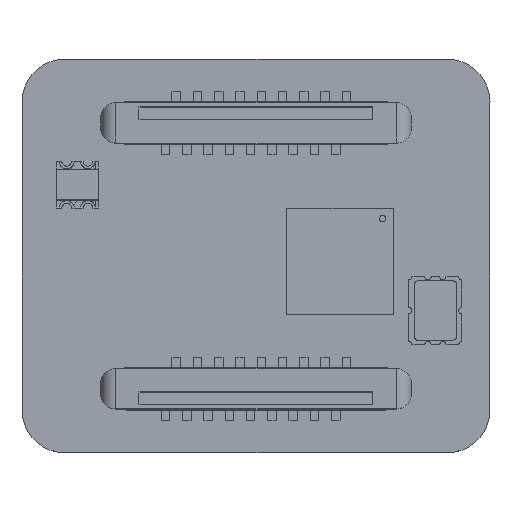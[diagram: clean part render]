
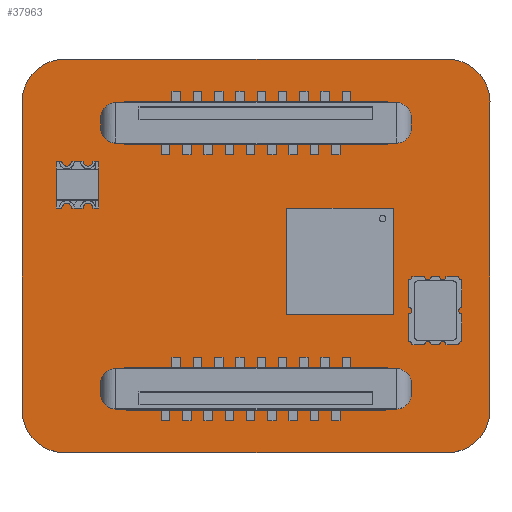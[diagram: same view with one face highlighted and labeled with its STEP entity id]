
A CAD part, top view. The second image highlights one B-rep face of the part: STEP entity #37963.
In plain terms, the highlighted planar face has unit normal (0, 0, 1).
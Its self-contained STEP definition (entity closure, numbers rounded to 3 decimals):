
#37333 = VERTEX_POINT('',#37334);
#37334 = CARTESIAN_POINT('',(22.,16.5,1.6));
#37341 = CYLINDRICAL_SURFACE('',#37342,2.);
#37342 = AXIS2_PLACEMENT_3D('',#37343,#37344,#37345);
#37343 = CARTESIAN_POINT('',(20.,16.5,0.));
#37344 = DIRECTION('',(-0.,-0.,-1.));
#37345 = DIRECTION('',(1.,0.,-0.));
#37353 = PLANE('',#37354);
#37354 = AXIS2_PLACEMENT_3D('',#37355,#37356,#37357);
#37355 = CARTESIAN_POINT('',(22.,16.5,0.));
#37356 = DIRECTION('',(1.,0.,0.));
#37357 = DIRECTION('',(0.,-1.,0.));
#37365 = EDGE_CURVE('',#37333,#37366,#37368,.T.);
#37366 = VERTEX_POINT('',#37367);
#37367 = CARTESIAN_POINT('',(20.,18.5,1.6));
#37368 = SURFACE_CURVE('',#37369,(#37374,#37381),.PCURVE_S1.);
#37369 = CIRCLE('',#37370,2.);
#37370 = AXIS2_PLACEMENT_3D('',#37371,#37372,#37373);
#37371 = CARTESIAN_POINT('',(20.,16.5,1.6));
#37372 = DIRECTION('',(0.,0.,1.));
#37373 = DIRECTION('',(1.,0.,-0.));
#37374 = PCURVE('',#37341,#37375);
#37375 = DEFINITIONAL_REPRESENTATION('',(#37376),#37380);
#37376 = LINE('',#37377,#37378);
#37377 = CARTESIAN_POINT('',(-0.,-1.6));
#37378 = VECTOR('',#37379,1.);
#37379 = DIRECTION('',(-1.,0.));
#37380 = ( GEOMETRIC_REPRESENTATION_CONTEXT(2) 
PARAMETRIC_REPRESENTATION_CONTEXT() REPRESENTATION_CONTEXT('2D SPACE',''
  ) );
#37381 = PCURVE('',#37382,#37387);
#37382 = PLANE('',#37383);
#37383 = AXIS2_PLACEMENT_3D('',#37384,#37385,#37386);
#37384 = CARTESIAN_POINT('',(11.,9.25,1.6));
#37385 = DIRECTION('',(0.,0.,1.));
#37386 = DIRECTION('',(1.,0.,-0.));
#37387 = DEFINITIONAL_REPRESENTATION('',(#37388),#37392);
#37388 = CIRCLE('',#37389,2.);
#37389 = AXIS2_PLACEMENT_2D('',#37390,#37391);
#37390 = CARTESIAN_POINT('',(9.,7.25));
#37391 = DIRECTION('',(1.,0.));
#37392 = ( GEOMETRIC_REPRESENTATION_CONTEXT(2) 
PARAMETRIC_REPRESENTATION_CONTEXT() REPRESENTATION_CONTEXT('2D SPACE',''
  ) );
#37410 = PLANE('',#37411);
#37411 = AXIS2_PLACEMENT_3D('',#37412,#37413,#37414);
#37412 = CARTESIAN_POINT('',(2.,18.5,0.));
#37413 = DIRECTION('',(0.,1.,-0.));
#37414 = DIRECTION('',(1.,0.,0.));
#37453 = EDGE_CURVE('',#37333,#37454,#37456,.T.);
#37454 = VERTEX_POINT('',#37455);
#37455 = CARTESIAN_POINT('',(22.,2.,1.6));
#37456 = SURFACE_CURVE('',#37457,(#37461,#37468),.PCURVE_S1.);
#37457 = LINE('',#37458,#37459);
#37458 = CARTESIAN_POINT('',(22.,16.5,1.6));
#37459 = VECTOR('',#37460,1.);
#37460 = DIRECTION('',(0.,-1.,0.));
#37461 = PCURVE('',#37353,#37462);
#37462 = DEFINITIONAL_REPRESENTATION('',(#37463),#37467);
#37463 = LINE('',#37464,#37465);
#37464 = CARTESIAN_POINT('',(0.,-1.6));
#37465 = VECTOR('',#37466,1.);
#37466 = DIRECTION('',(1.,0.));
#37467 = ( GEOMETRIC_REPRESENTATION_CONTEXT(2) 
PARAMETRIC_REPRESENTATION_CONTEXT() REPRESENTATION_CONTEXT('2D SPACE',''
  ) );
#37468 = PCURVE('',#37382,#37469);
#37469 = DEFINITIONAL_REPRESENTATION('',(#37470),#37474);
#37470 = LINE('',#37471,#37472);
#37471 = CARTESIAN_POINT('',(11.,7.25));
#37472 = VECTOR('',#37473,1.);
#37473 = DIRECTION('',(0.,-1.));
#37474 = ( GEOMETRIC_REPRESENTATION_CONTEXT(2) 
PARAMETRIC_REPRESENTATION_CONTEXT() REPRESENTATION_CONTEXT('2D SPACE',''
  ) );
#37492 = CYLINDRICAL_SURFACE('',#37493,2.);
#37493 = AXIS2_PLACEMENT_3D('',#37494,#37495,#37496);
#37494 = CARTESIAN_POINT('',(20.,2.,0.));
#37495 = DIRECTION('',(-0.,-0.,-1.));
#37496 = DIRECTION('',(1.,0.,-0.));
#37531 = VERTEX_POINT('',#37532);
#37532 = CARTESIAN_POINT('',(20.,0.,1.6));
#37546 = PLANE('',#37547);
#37547 = AXIS2_PLACEMENT_3D('',#37548,#37549,#37550);
#37548 = CARTESIAN_POINT('',(20.,0.,0.));
#37549 = DIRECTION('',(0.,-1.,0.));
#37550 = DIRECTION('',(-1.,0.,0.));
#37558 = EDGE_CURVE('',#37531,#37454,#37559,.T.);
#37559 = SURFACE_CURVE('',#37560,(#37565,#37572),.PCURVE_S1.);
#37560 = CIRCLE('',#37561,2.);
#37561 = AXIS2_PLACEMENT_3D('',#37562,#37563,#37564);
#37562 = CARTESIAN_POINT('',(20.,2.,1.6));
#37563 = DIRECTION('',(0.,0.,1.));
#37564 = DIRECTION('',(1.,0.,-0.));
#37565 = PCURVE('',#37492,#37566);
#37566 = DEFINITIONAL_REPRESENTATION('',(#37567),#37571);
#37567 = LINE('',#37568,#37569);
#37568 = CARTESIAN_POINT('',(-0.,-1.6));
#37569 = VECTOR('',#37570,1.);
#37570 = DIRECTION('',(-1.,0.));
#37571 = ( GEOMETRIC_REPRESENTATION_CONTEXT(2) 
PARAMETRIC_REPRESENTATION_CONTEXT() REPRESENTATION_CONTEXT('2D SPACE',''
  ) );
#37572 = PCURVE('',#37382,#37573);
#37573 = DEFINITIONAL_REPRESENTATION('',(#37574),#37578);
#37574 = CIRCLE('',#37575,2.);
#37575 = AXIS2_PLACEMENT_2D('',#37576,#37577);
#37576 = CARTESIAN_POINT('',(9.,-7.25));
#37577 = DIRECTION('',(1.,0.));
#37578 = ( GEOMETRIC_REPRESENTATION_CONTEXT(2) 
PARAMETRIC_REPRESENTATION_CONTEXT() REPRESENTATION_CONTEXT('2D SPACE',''
  ) );
#37607 = EDGE_CURVE('',#37531,#37608,#37610,.T.);
#37608 = VERTEX_POINT('',#37609);
#37609 = CARTESIAN_POINT('',(2.,0.,1.6));
#37610 = SURFACE_CURVE('',#37611,(#37615,#37622),.PCURVE_S1.);
#37611 = LINE('',#37612,#37613);
#37612 = CARTESIAN_POINT('',(20.,0.,1.6));
#37613 = VECTOR('',#37614,1.);
#37614 = DIRECTION('',(-1.,-0.,0.));
#37615 = PCURVE('',#37546,#37616);
#37616 = DEFINITIONAL_REPRESENTATION('',(#37617),#37621);
#37617 = LINE('',#37618,#37619);
#37618 = CARTESIAN_POINT('',(0.,-1.6));
#37619 = VECTOR('',#37620,1.);
#37620 = DIRECTION('',(1.,0.));
#37621 = ( GEOMETRIC_REPRESENTATION_CONTEXT(2) 
PARAMETRIC_REPRESENTATION_CONTEXT() REPRESENTATION_CONTEXT('2D SPACE',''
  ) );
#37622 = PCURVE('',#37382,#37623);
#37623 = DEFINITIONAL_REPRESENTATION('',(#37624),#37628);
#37624 = LINE('',#37625,#37626);
#37625 = CARTESIAN_POINT('',(9.,-9.25));
#37626 = VECTOR('',#37627,1.);
#37627 = DIRECTION('',(-1.,0.));
#37628 = ( GEOMETRIC_REPRESENTATION_CONTEXT(2) 
PARAMETRIC_REPRESENTATION_CONTEXT() REPRESENTATION_CONTEXT('2D SPACE',''
  ) );
#37646 = CYLINDRICAL_SURFACE('',#37647,2.);
#37647 = AXIS2_PLACEMENT_3D('',#37648,#37649,#37650);
#37648 = CARTESIAN_POINT('',(2.,2.,0.));
#37649 = DIRECTION('',(-0.,-0.,-1.));
#37650 = DIRECTION('',(1.,0.,-0.));
#37685 = VERTEX_POINT('',#37686);
#37686 = CARTESIAN_POINT('',(0.,2.,1.6));
#37700 = PLANE('',#37701);
#37701 = AXIS2_PLACEMENT_3D('',#37702,#37703,#37704);
#37702 = CARTESIAN_POINT('',(0.,2.,0.));
#37703 = DIRECTION('',(-1.,0.,0.));
#37704 = DIRECTION('',(0.,1.,0.));
#37712 = EDGE_CURVE('',#37685,#37608,#37713,.T.);
#37713 = SURFACE_CURVE('',#37714,(#37719,#37726),.PCURVE_S1.);
#37714 = CIRCLE('',#37715,2.);
#37715 = AXIS2_PLACEMENT_3D('',#37716,#37717,#37718);
#37716 = CARTESIAN_POINT('',(2.,2.,1.6));
#37717 = DIRECTION('',(0.,0.,1.));
#37718 = DIRECTION('',(1.,0.,-0.));
#37719 = PCURVE('',#37646,#37720);
#37720 = DEFINITIONAL_REPRESENTATION('',(#37721),#37725);
#37721 = LINE('',#37722,#37723);
#37722 = CARTESIAN_POINT('',(-0.,-1.6));
#37723 = VECTOR('',#37724,1.);
#37724 = DIRECTION('',(-1.,0.));
#37725 = ( GEOMETRIC_REPRESENTATION_CONTEXT(2) 
PARAMETRIC_REPRESENTATION_CONTEXT() REPRESENTATION_CONTEXT('2D SPACE',''
  ) );
#37726 = PCURVE('',#37382,#37727);
#37727 = DEFINITIONAL_REPRESENTATION('',(#37728),#37732);
#37728 = CIRCLE('',#37729,2.);
#37729 = AXIS2_PLACEMENT_2D('',#37730,#37731);
#37730 = CARTESIAN_POINT('',(-9.,-7.25));
#37731 = DIRECTION('',(1.,0.));
#37732 = ( GEOMETRIC_REPRESENTATION_CONTEXT(2) 
PARAMETRIC_REPRESENTATION_CONTEXT() REPRESENTATION_CONTEXT('2D SPACE',''
  ) );
#37761 = EDGE_CURVE('',#37685,#37762,#37764,.T.);
#37762 = VERTEX_POINT('',#37763);
#37763 = CARTESIAN_POINT('',(0.,16.5,1.6));
#37764 = SURFACE_CURVE('',#37765,(#37769,#37776),.PCURVE_S1.);
#37765 = LINE('',#37766,#37767);
#37766 = CARTESIAN_POINT('',(0.,2.,1.6));
#37767 = VECTOR('',#37768,1.);
#37768 = DIRECTION('',(0.,1.,0.));
#37769 = PCURVE('',#37700,#37770);
#37770 = DEFINITIONAL_REPRESENTATION('',(#37771),#37775);
#37771 = LINE('',#37772,#37773);
#37772 = CARTESIAN_POINT('',(0.,-1.6));
#37773 = VECTOR('',#37774,1.);
#37774 = DIRECTION('',(1.,0.));
#37775 = ( GEOMETRIC_REPRESENTATION_CONTEXT(2) 
PARAMETRIC_REPRESENTATION_CONTEXT() REPRESENTATION_CONTEXT('2D SPACE',''
  ) );
#37776 = PCURVE('',#37382,#37777);
#37777 = DEFINITIONAL_REPRESENTATION('',(#37778),#37782);
#37778 = LINE('',#37779,#37780);
#37779 = CARTESIAN_POINT('',(-11.,-7.25));
#37780 = VECTOR('',#37781,1.);
#37781 = DIRECTION('',(0.,1.));
#37782 = ( GEOMETRIC_REPRESENTATION_CONTEXT(2) 
PARAMETRIC_REPRESENTATION_CONTEXT() REPRESENTATION_CONTEXT('2D SPACE',''
  ) );
#37800 = CYLINDRICAL_SURFACE('',#37801,2.);
#37801 = AXIS2_PLACEMENT_3D('',#37802,#37803,#37804);
#37802 = CARTESIAN_POINT('',(2.,16.5,0.));
#37803 = DIRECTION('',(-0.,-0.,-1.));
#37804 = DIRECTION('',(1.,0.,-0.));
#37839 = VERTEX_POINT('',#37840);
#37840 = CARTESIAN_POINT('',(2.,18.5,1.6));
#37861 = EDGE_CURVE('',#37839,#37762,#37862,.T.);
#37862 = SURFACE_CURVE('',#37863,(#37868,#37875),.PCURVE_S1.);
#37863 = CIRCLE('',#37864,2.);
#37864 = AXIS2_PLACEMENT_3D('',#37865,#37866,#37867);
#37865 = CARTESIAN_POINT('',(2.,16.5,1.6));
#37866 = DIRECTION('',(0.,0.,1.));
#37867 = DIRECTION('',(1.,0.,-0.));
#37868 = PCURVE('',#37800,#37869);
#37869 = DEFINITIONAL_REPRESENTATION('',(#37870),#37874);
#37870 = LINE('',#37871,#37872);
#37871 = CARTESIAN_POINT('',(-0.,-1.6));
#37872 = VECTOR('',#37873,1.);
#37873 = DIRECTION('',(-1.,0.));
#37874 = ( GEOMETRIC_REPRESENTATION_CONTEXT(2) 
PARAMETRIC_REPRESENTATION_CONTEXT() REPRESENTATION_CONTEXT('2D SPACE',''
  ) );
#37875 = PCURVE('',#37382,#37876);
#37876 = DEFINITIONAL_REPRESENTATION('',(#37877),#37881);
#37877 = CIRCLE('',#37878,2.);
#37878 = AXIS2_PLACEMENT_2D('',#37879,#37880);
#37879 = CARTESIAN_POINT('',(-9.,7.25));
#37880 = DIRECTION('',(1.,0.));
#37881 = ( GEOMETRIC_REPRESENTATION_CONTEXT(2) 
PARAMETRIC_REPRESENTATION_CONTEXT() REPRESENTATION_CONTEXT('2D SPACE',''
  ) );
#37910 = EDGE_CURVE('',#37839,#37366,#37911,.T.);
#37911 = SURFACE_CURVE('',#37912,(#37916,#37923),.PCURVE_S1.);
#37912 = LINE('',#37913,#37914);
#37913 = CARTESIAN_POINT('',(2.,18.5,1.6));
#37914 = VECTOR('',#37915,1.);
#37915 = DIRECTION('',(1.,0.,0.));
#37916 = PCURVE('',#37410,#37917);
#37917 = DEFINITIONAL_REPRESENTATION('',(#37918),#37922);
#37918 = LINE('',#37919,#37920);
#37919 = CARTESIAN_POINT('',(0.,-1.6));
#37920 = VECTOR('',#37921,1.);
#37921 = DIRECTION('',(1.,0.));
#37922 = ( GEOMETRIC_REPRESENTATION_CONTEXT(2) 
PARAMETRIC_REPRESENTATION_CONTEXT() REPRESENTATION_CONTEXT('2D SPACE',''
  ) );
#37923 = PCURVE('',#37382,#37924);
#37924 = DEFINITIONAL_REPRESENTATION('',(#37925),#37929);
#37925 = LINE('',#37926,#37927);
#37926 = CARTESIAN_POINT('',(-9.,9.25));
#37927 = VECTOR('',#37928,1.);
#37928 = DIRECTION('',(1.,0.));
#37929 = ( GEOMETRIC_REPRESENTATION_CONTEXT(2) 
PARAMETRIC_REPRESENTATION_CONTEXT() REPRESENTATION_CONTEXT('2D SPACE',''
  ) );
#37963 = ADVANCED_FACE('',(#37964),#37382,.T.);
#37964 = FACE_BOUND('',#37965,.T.);
#37965 = EDGE_LOOP('',(#37966,#37967,#37968,#37969,#37970,#37971,#37972,
    #37973));
#37966 = ORIENTED_EDGE('',*,*,#37365,.T.);
#37967 = ORIENTED_EDGE('',*,*,#37910,.F.);
#37968 = ORIENTED_EDGE('',*,*,#37861,.T.);
#37969 = ORIENTED_EDGE('',*,*,#37761,.F.);
#37970 = ORIENTED_EDGE('',*,*,#37712,.T.);
#37971 = ORIENTED_EDGE('',*,*,#37607,.F.);
#37972 = ORIENTED_EDGE('',*,*,#37558,.T.);
#37973 = ORIENTED_EDGE('',*,*,#37453,.F.);
